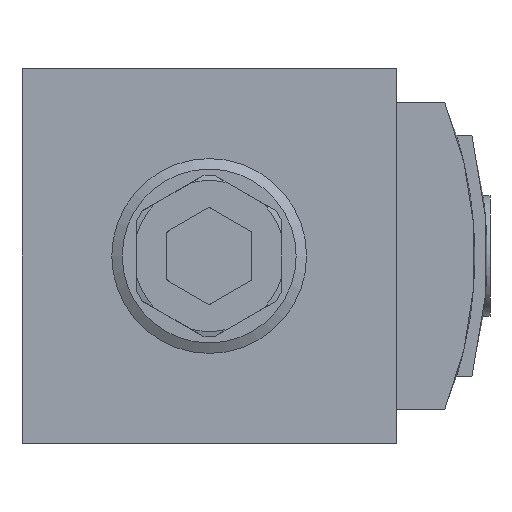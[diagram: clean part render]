
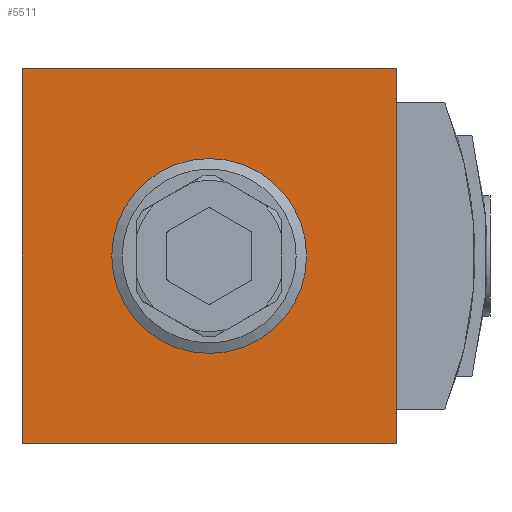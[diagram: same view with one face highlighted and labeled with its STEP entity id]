
A CAD part, front view. The second image highlights one B-rep face of the part: STEP entity #5511.
In plain terms, the highlighted planar face has unit normal (0, -1, 0).
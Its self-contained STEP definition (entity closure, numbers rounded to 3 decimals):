
#82=PLANE('',#5793);
#267=LINE('',#7224,#691);
#345=LINE('',#7434,#769);
#354=LINE('',#7451,#778);
#419=LINE('',#7603,#843);
#691=VECTOR('',#6083,1000.);
#769=VECTOR('',#6231,1000.);
#778=VECTOR('',#6242,1000.);
#843=VECTOR('',#6365,1000.);
#1407=ORIENTED_EDGE('',*,*,#2486,.F.);
#1408=ORIENTED_EDGE('',*,*,#2275,.F.);
#1409=ORIENTED_EDGE('',*,*,#2376,.F.);
#1410=ORIENTED_EDGE('',*,*,#2385,.F.);
#1411=ORIENTED_EDGE('',*,*,#2466,.F.);
#2275=EDGE_CURVE('',#2851,#2852,#267,.T.);
#2376=EDGE_CURVE('',#2930,#2851,#345,.T.);
#2385=EDGE_CURVE('',#2937,#2930,#354,.T.);
#2466=EDGE_CURVE('',#2852,#2937,#419,.T.);
#2486=EDGE_CURVE('',#3006,#3006,#3259,.F.);
#2851=VERTEX_POINT('',#7223);
#2852=VERTEX_POINT('',#7225);
#2930=VERTEX_POINT('',#7433);
#2937=VERTEX_POINT('',#7450);
#3006=VERTEX_POINT('',#7642);
#3259=CIRCLE('',#5794,16.132);
#3385=EDGE_LOOP('',(#1407));
#3386=EDGE_LOOP('',(#1408,#1409,#1410,#1411));
#3655=FACE_BOUND('',#3385,.T.);
#3656=FACE_BOUND('',#3386,.T.);
#5511=ADVANCED_FACE('',(#3655,#3656),#82,.F.);
#5793=AXIS2_PLACEMENT_3D('',#7640,#6403,#6404);
#5794=AXIS2_PLACEMENT_3D('',#7641,#6405,#6406);
#6083=DIRECTION('',(0.,0.,1.));
#6231=DIRECTION('',(-1.,0.,0.));
#6242=DIRECTION('',(0.,0.,-1.));
#6365=DIRECTION('',(1.,0.,0.));
#6403=DIRECTION('',(0.,1.,0.));
#6404=DIRECTION('',(0.,0.,1.));
#6405=DIRECTION('',(0.,1.,0.));
#6406=DIRECTION('',(0.,0.,1.));
#7223=CARTESIAN_POINT('',(-31.,-45.,-31.));
#7224=CARTESIAN_POINT('',(-31.,-45.,-31.));
#7225=CARTESIAN_POINT('',(-31.,-45.,31.));
#7433=CARTESIAN_POINT('',(31.,-45.,-31.));
#7434=CARTESIAN_POINT('',(31.,-45.,-31.));
#7450=CARTESIAN_POINT('',(31.,-45.,31.));
#7451=CARTESIAN_POINT('',(31.,-45.,31.));
#7603=CARTESIAN_POINT('',(-31.,-45.,31.));
#7640=CARTESIAN_POINT('',(0.,-45.,0.));
#7641=CARTESIAN_POINT('',(0.,-45.,0.));
#7642=CARTESIAN_POINT('',(0.,-45.,16.132));
